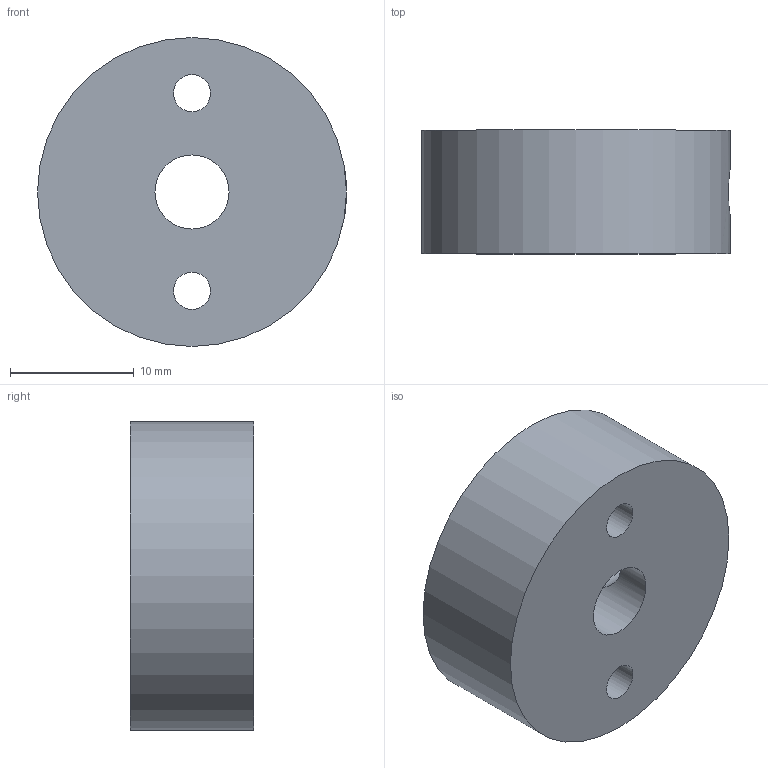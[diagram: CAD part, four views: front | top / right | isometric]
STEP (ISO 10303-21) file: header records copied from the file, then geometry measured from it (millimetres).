
FILE_DESCRIPTION(/* description */ (''),/* implementation_level */ '2;1');
FILE_NAME(/* name */ 'Encoder attachment.stp',/* time_stamp */ '2021-09-09T14:46:35+01:00',/* author */ ('ferrerx'),/* organization */ (''),/* preprocessor_version */ 'ST-DEVELOPER v18',/* originating_system */ 'Autodesk Inventor 2020',/* authorisation */ '');
FILE_SCHEMA (('AUTOMOTIVE_DESIGN { 1 0 10303 214 3 1 1 }'));
Length unit declared in the file: millimetre
Products named in the file (1): Encoder attachment
Bounding box: 25 x 10 x 25 mm (x, y, z)
Volume: 4357.3 mm3; surface area: 2158.2 mm2
Topology: 1 solids, 1 shells, 7 faces, 21 edges, 15 vertices
Faces by surface type: cylinder 5, plane 2
Full cylindrical faces by diameter (mm): 3 x2, 4.1 x1, 6 x1, 25 x1
Entity records: 365 total; most frequent: CARTESIAN_POINT 113, ORIENTED_EDGE 42, DIRECTION 42, EDGE_CURVE 21, AXIS2_PLACEMENT_3D 18, VERTEX_POINT 15, EDGE_LOOP 14, CIRCLE 10
